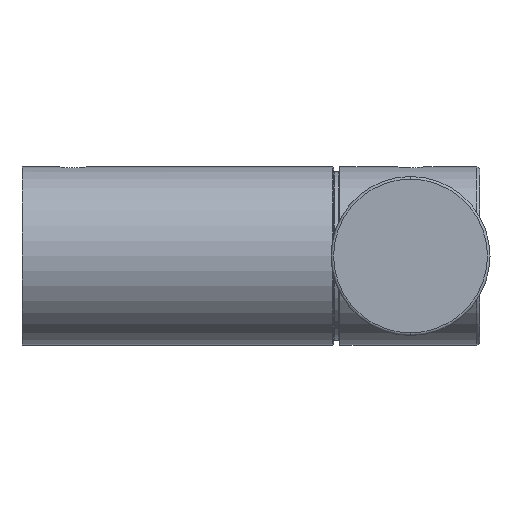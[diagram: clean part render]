
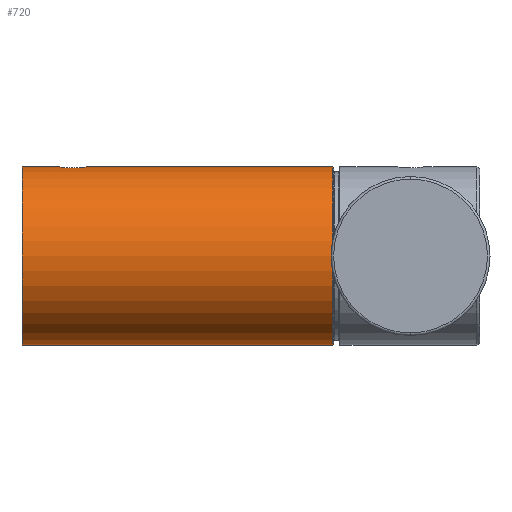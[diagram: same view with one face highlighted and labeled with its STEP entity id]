
A CAD part, front view. The second image highlights one B-rep face of the part: STEP entity #720.
In plain terms, the highlighted cylindrical face has radius 14 mm (diameter 28 mm), a partial arc.
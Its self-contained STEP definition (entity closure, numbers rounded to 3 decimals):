
#10=CARTESIAN_POINT('',(10.1,0.,14.));
#12=CARTESIAN_POINT('',(5.9,0.,14.));
#37=CARTESIAN_POINT('',(10.1,0.,14.));
#38=CARTESIAN_POINT('',(10.1,-0.155,14.));
#39=CARTESIAN_POINT('',(10.067,-0.46,13.995));
#40=CARTESIAN_POINT('',(9.909,-0.92,13.972));
#41=CARTESIAN_POINT('',(9.65,-1.327,13.939));
#42=CARTESIAN_POINT('',(9.322,-1.653,13.903));
#43=CARTESIAN_POINT('',(8.918,-1.909,13.87));
#44=CARTESIAN_POINT('',(8.46,-2.067,13.847));
#45=CARTESIAN_POINT('',(8.155,-2.1,13.842));
#46=CARTESIAN_POINT('',(8.,-2.1,13.842));
#48=DIRECTION('',(1.,0.,0.));
#49=VECTOR('',#48,38.8);
#50=CARTESIAN_POINT('',(10.1,0.,14.));
#51=LINE('',#50,#49);
#52=CARTESIAN_POINT('',(48.9,0.,0.));
#53=DIRECTION('',(1.,0.,0.));
#54=DIRECTION('',(0.,0.,1.));
#55=AXIS2_PLACEMENT_3D('',#52,#53,#54);
#57=DIRECTION('',(1.,0.,0.));
#58=VECTOR('',#57,48.9);
#59=CARTESIAN_POINT('',(0.,0.,-14.));
#60=LINE('',#59,#58);
#61=CARTESIAN_POINT('',(0.,0.,0.));
#62=DIRECTION('',(1.,0.,0.));
#63=DIRECTION('',(0.,0.,1.));
#64=AXIS2_PLACEMENT_3D('',#61,#62,#63);
#66=DIRECTION('',(1.,0.,0.));
#67=VECTOR('',#66,5.9);
#68=CARTESIAN_POINT('',(0.,0.,14.));
#69=LINE('',#68,#67);
#70=CARTESIAN_POINT('',(8.,-2.1,13.842));
#71=CARTESIAN_POINT('',(7.845,-2.1,13.842));
#72=CARTESIAN_POINT('',(7.54,-2.067,13.847));
#73=CARTESIAN_POINT('',(7.083,-1.91,13.87));
#74=CARTESIAN_POINT('',(6.68,-1.655,13.903));
#75=CARTESIAN_POINT('',(6.351,-1.329,13.938));
#76=CARTESIAN_POINT('',(6.091,-0.92,13.972));
#77=CARTESIAN_POINT('',(5.933,-0.46,13.995));
#78=CARTESIAN_POINT('',(5.9,-0.155,14.));
#79=CARTESIAN_POINT('',(5.9,0.,14.));
#574=CARTESIAN_POINT('',(0.,0.,14.));
#575=CARTESIAN_POINT('',(0.,0.,-14.));
#576=VERTEX_POINT('',#574);
#577=VERTEX_POINT('',#575);
#595=VERTEX_POINT('',#10);
#596=VERTEX_POINT('',#12);
#597=VERTEX_POINT('',#46);
#606=CARTESIAN_POINT('',(48.9,0.,14.));
#607=CARTESIAN_POINT('',(48.9,0.,-14.));
#608=VERTEX_POINT('',#606);
#609=VERTEX_POINT('',#607);
#703=CARTESIAN_POINT('',(75.6,0.,0.));
#704=DIRECTION('',(-1.,0.,0.));
#705=DIRECTION('',(0.,0.,-1.));
#706=AXIS2_PLACEMENT_3D('',#703,#704,#705);
#707=CYLINDRICAL_SURFACE('',#706,14.);
#708=ORIENTED_EDGE('',*,*,#692,.F.);
#709=ORIENTED_EDGE('',*,*,#681,.T.);
#711=ORIENTED_EDGE('',*,*,#710,.T.);
#712=ORIENTED_EDGE('',*,*,#677,.F.);
#714=ORIENTED_EDGE('',*,*,#713,.F.);
#715=ORIENTED_EDGE('',*,*,#673,.T.);
#717=ORIENTED_EDGE('',*,*,#716,.F.);
#718=EDGE_LOOP('',(#708,#709,#711,#712,#714,#715,#717));
#719=FACE_OUTER_BOUND('',#718,.F.);
#720=ADVANCED_FACE('',(#719),#707,.T.);
#47=B_SPLINE_CURVE_WITH_KNOTS('',3,(#37,#38,#39,#40,#41,#42,#43,#44,#45,#46),
.UNSPECIFIED.,.F.,.F.,(4,1,1,1,1,1,1,4),(0.,0.143,
0.286,0.429,0.571,0.714,
0.857,1.),.UNSPECIFIED.);
#56=CIRCLE('',#55,14.);
#65=CIRCLE('',#64,14.);
#80=B_SPLINE_CURVE_WITH_KNOTS('',3,(#70,#71,#72,#73,#74,#75,#76,#77,#78,#79),
.UNSPECIFIED.,.F.,.F.,(4,1,1,1,1,1,1,4),(0.,0.143,
0.286,0.429,0.571,0.714,
0.857,1.),.UNSPECIFIED.);
#673=EDGE_CURVE('',#576,#596,#69,.T.);
#677=EDGE_CURVE('',#577,#609,#60,.T.);
#681=EDGE_CURVE('',#595,#608,#51,.T.);
#692=EDGE_CURVE('',#595,#597,#47,.T.);
#710=EDGE_CURVE('',#608,#609,#56,.T.);
#713=EDGE_CURVE('',#576,#577,#65,.T.);
#716=EDGE_CURVE('',#597,#596,#80,.T.);
